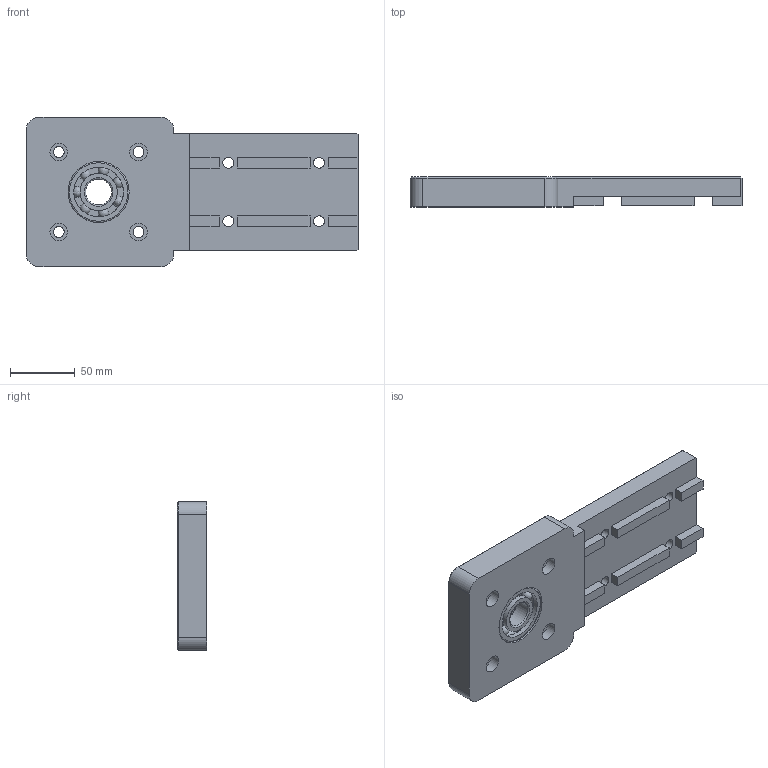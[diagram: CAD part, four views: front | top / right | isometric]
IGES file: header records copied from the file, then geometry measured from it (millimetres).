
Global section: file name: 909002.stp.ipt; native system: Autodesk Inventor 2014; preprocessor: unknown; author: zeman; date: 20151020.100325; units: millimetre
Bounding box: 256 x 23 x 115 mm (x, y, z)
Volume: 475960.1 mm3; surface area: 84771.8 mm2
Topology: 2 solids, 2 shells, 122 faces, 356 edges, 238 vertices
Faces by surface type: plane 64, revolution 40, cylinder 7, sphere 7, cone 4
Full cylindrical faces by diameter (mm): 28.64 x2, 47 x1
